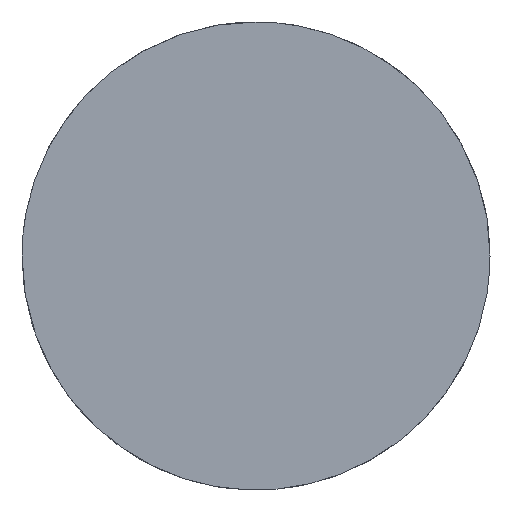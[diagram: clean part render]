
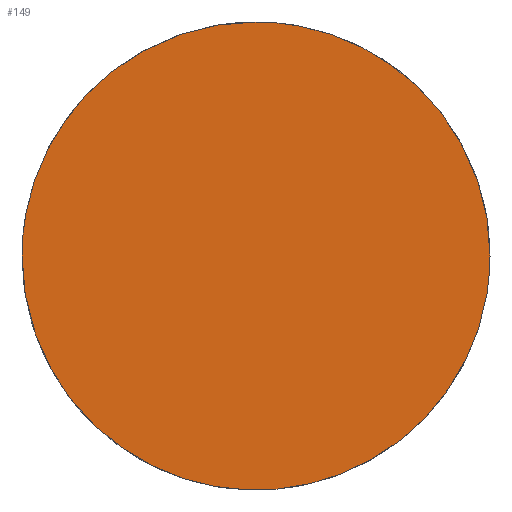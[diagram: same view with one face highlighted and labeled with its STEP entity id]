
A CAD part, front view. The second image highlights one B-rep face of the part: STEP entity #149.
In plain terms, the highlighted free-form (B-spline) face has degree [1, 1] with [2, 2] control points.
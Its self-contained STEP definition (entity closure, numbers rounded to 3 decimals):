
#56=ORIENTED_EDGE('trim curve',*,*,#89,.F.);
#57=ORIENTED_EDGE('trim curve',*,*,#92,.F.);
#58=ORIENTED_EDGE('trim curve',*,*,#90,.F.);
#70=VERTEX_POINT('Trimming Point',#582);
#71=VERTEX_POINT('Trimming Point',#588);
#72=VERTEX_POINT('Trimming Point',#594);
#89=EDGE_CURVE('Edge Curve',#70,#71,#109,.T.);
#90=EDGE_CURVE('Edge Curve',#71,#72,#110,.T.);
#92=EDGE_CURVE('Edge Curve',#72,#70,#112,.T.);
#109=(
BOUNDED_CURVE()
B_SPLINE_CURVE(5,(#583,#584,#585,#586,#587,#588),.UNSPECIFIED.,.U.,.U.)
B_SPLINE_CURVE_WITH_KNOTS((6,6),(0.,0.077),.UNSPECIFIED.)
CURVE()
GEOMETRIC_REPRESENTATION_ITEM()
RATIONAL_B_SPLINE_CURVE((1.,0.883,0.824,0.824,
0.883,1.))
REPRESENTATION_ITEM('node')
);
#110=(
BOUNDED_CURVE()
B_SPLINE_CURVE(5,(#589,#590,#591,#592,#593,#594),.UNSPECIFIED.,.U.,.U.)
B_SPLINE_CURVE_WITH_KNOTS((6,6),(0.077,0.153),.UNSPECIFIED.)
CURVE()
GEOMETRIC_REPRESENTATION_ITEM()
RATIONAL_B_SPLINE_CURVE((1.,0.883,0.824,0.824,
0.883,1.))
REPRESENTATION_ITEM('node')
);
#112=(
BOUNDED_CURVE()
B_SPLINE_CURVE(5,(#639,#640,#641,#642,#643,#644,#645,#646,#647,#648,#649),
 .UNSPECIFIED.,.U.,.U.)
B_SPLINE_CURVE_WITH_KNOTS((6,5,6),(0.153,0.23,0.306),
 .UNSPECIFIED.)
CURVE()
GEOMETRIC_REPRESENTATION_ITEM()
RATIONAL_B_SPLINE_CURVE((1.,0.883,0.824,0.824,
0.883,1.,0.883,0.824,0.824,
0.883,1.))
REPRESENTATION_ITEM('node')
);
#122=EDGE_LOOP('trim boundary',(#56,#57,#58));
#131=FACE_OUTER_BOUND('Boundary Edges',#122,.T.);
#140=(
BOUNDED_SURFACE()
B_SPLINE_SURFACE(1,1,((#650,#651),(#652,#653)),.UNSPECIFIED.,.U.,.U.,.U.)
B_SPLINE_SURFACE_WITH_KNOTS((2,2),(2,2),(0.347,0.653),
(0.347,0.653),.UNSPECIFIED.)
GEOMETRIC_REPRESENTATION_ITEM()
RATIONAL_B_SPLINE_SURFACE(((1.,1.),(1.,1.)))
REPRESENTATION_ITEM('trim region')
SURFACE()
);
#149=ADVANCED_FACE('trim region',(#131),#140,.T.);
#582=CARTESIAN_POINT('CVs',(42.5,-20.65,0.));
#583=CARTESIAN_POINT('CVs',(42.5,-20.65,0.));
#584=CARTESIAN_POINT('CVs',(42.5,-20.65,13.616));
#585=CARTESIAN_POINT('CVs',(37.344,-20.65,27.032));
#586=CARTESIAN_POINT('CVs',(27.032,-20.65,37.344));
#587=CARTESIAN_POINT('CVs',(13.616,-20.65,42.5));
#588=CARTESIAN_POINT('CVs',(0.,-20.65,42.5));
#589=CARTESIAN_POINT('CVs',(0.,-20.65,42.5));
#590=CARTESIAN_POINT('CVs',(-13.616,-20.65,42.5));
#591=CARTESIAN_POINT('CVs',(-27.032,-20.65,37.344));
#592=CARTESIAN_POINT('CVs',(-37.344,-20.65,27.032));
#593=CARTESIAN_POINT('CVs',(-42.5,-20.65,13.616));
#594=CARTESIAN_POINT('CVs',(-42.5,-20.65,0.));
#639=CARTESIAN_POINT('CVs',(-42.5,-20.65,0.));
#640=CARTESIAN_POINT('CVs',(-42.5,-20.65,-13.616));
#641=CARTESIAN_POINT('CVs',(-37.344,-20.65,-27.032));
#642=CARTESIAN_POINT('CVs',(-27.032,-20.65,-37.344));
#643=CARTESIAN_POINT('CVs',(-13.616,-20.65,-42.5));
#644=CARTESIAN_POINT('CVs',(0.,-20.65,-42.5));
#645=CARTESIAN_POINT('CVs',(13.616,-20.65,-42.5));
#646=CARTESIAN_POINT('CVs',(27.032,-20.65,-37.344));
#647=CARTESIAN_POINT('CVs',(37.344,-20.65,-27.032));
#648=CARTESIAN_POINT('CVs',(42.5,-20.65,-13.616));
#649=CARTESIAN_POINT('CVs',(42.5,-20.65,0.));
#650=CARTESIAN_POINT('CVs',(-42.925,-20.65,-42.925));
#651=CARTESIAN_POINT('CVs',(42.925,-20.65,-42.925));
#652=CARTESIAN_POINT('CVs',(-42.925,-20.65,42.925));
#653=CARTESIAN_POINT('CVs',(42.925,-20.65,42.925));
